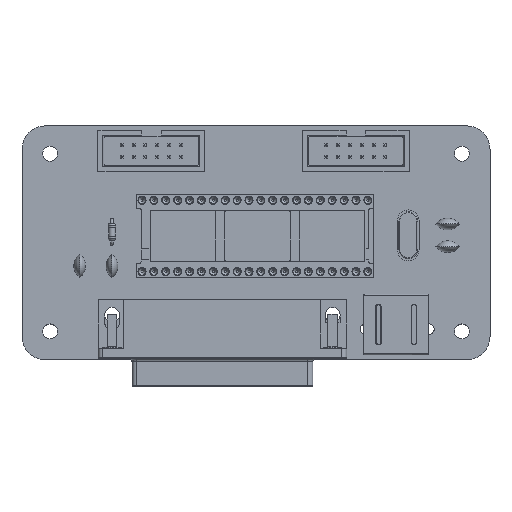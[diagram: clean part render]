
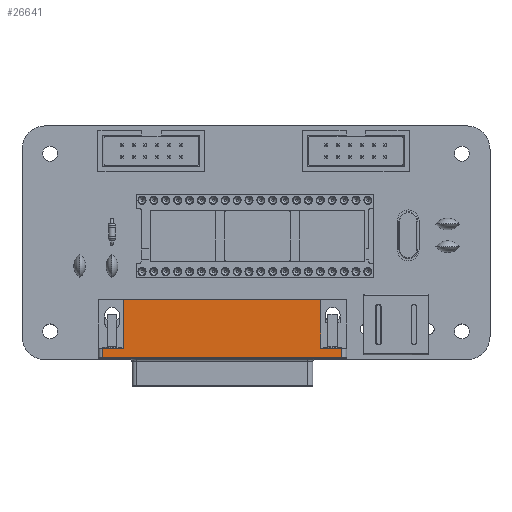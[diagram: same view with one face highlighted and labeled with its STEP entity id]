
A CAD part, top view. The second image highlights one B-rep face of the part: STEP entity #26641.
In plain terms, the highlighted planar face has unit normal (0, 0, 1).
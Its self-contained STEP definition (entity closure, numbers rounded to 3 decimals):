
#26400 = VERTEX_POINT('',#26401);
#26401 = CARTESIAN_POINT('',(-8.93,-10.54,12.5));
#26407 = EDGE_CURVE('',#26408,#26400,#26410,.T.);
#26408 = VERTEX_POINT('',#26409);
#26409 = CARTESIAN_POINT('',(42.17,-10.54,12.5));
#26410 = LINE('',#26411,#26412);
#26411 = CARTESIAN_POINT('',(42.17,-10.54,12.5));
#26412 = VECTOR('',#26413,1.);
#26413 = DIRECTION('',(-1.,0.,0.));
#26641 = ADVANCED_FACE('',(#26642),#26699,.T.);
#26642 = FACE_BOUND('',#26643,.T.);
#26643 = EDGE_LOOP('',(#26644,#26645,#26653,#26661,#26669,#26677,#26685,
    #26693));
#26644 = ORIENTED_EDGE('',*,*,#26407,.F.);
#26645 = ORIENTED_EDGE('',*,*,#26646,.T.);
#26646 = EDGE_CURVE('',#26408,#26647,#26649,.T.);
#26647 = VERTEX_POINT('',#26648);
#26648 = CARTESIAN_POINT('',(42.17,-8.54,12.5));
#26649 = LINE('',#26650,#26651);
#26650 = CARTESIAN_POINT('',(42.17,-10.54,12.5));
#26651 = VECTOR('',#26652,1.);
#26652 = DIRECTION('',(0.,1.,0.));
#26653 = ORIENTED_EDGE('',*,*,#26654,.F.);
#26654 = EDGE_CURVE('',#26655,#26647,#26657,.T.);
#26655 = VERTEX_POINT('',#26656);
#26656 = CARTESIAN_POINT('',(37.67,-8.54,12.5));
#26657 = LINE('',#26658,#26659);
#26658 = CARTESIAN_POINT('',(42.17,-8.54,12.5));
#26659 = VECTOR('',#26660,1.);
#26660 = DIRECTION('',(1.,0.,0.));
#26661 = ORIENTED_EDGE('',*,*,#26662,.F.);
#26662 = EDGE_CURVE('',#26663,#26655,#26665,.T.);
#26663 = VERTEX_POINT('',#26664);
#26664 = CARTESIAN_POINT('',(37.67,1.8,12.5));
#26665 = LINE('',#26666,#26667);
#26666 = CARTESIAN_POINT('',(37.67,-9.54,12.5));
#26667 = VECTOR('',#26668,1.);
#26668 = DIRECTION('',(0.,-1.,0.));
#26669 = ORIENTED_EDGE('',*,*,#26670,.T.);
#26670 = EDGE_CURVE('',#26663,#26671,#26673,.T.);
#26671 = VERTEX_POINT('',#26672);
#26672 = CARTESIAN_POINT('',(-4.43,1.8,12.5));
#26673 = LINE('',#26674,#26675);
#26674 = CARTESIAN_POINT('',(43.17,1.8,12.5));
#26675 = VECTOR('',#26676,1.);
#26676 = DIRECTION('',(-1.,0.,0.));
#26677 = ORIENTED_EDGE('',*,*,#26678,.F.);
#26678 = EDGE_CURVE('',#26679,#26671,#26681,.T.);
#26679 = VERTEX_POINT('',#26680);
#26680 = CARTESIAN_POINT('',(-4.43,-8.54,12.5));
#26681 = LINE('',#26682,#26683);
#26682 = CARTESIAN_POINT('',(-4.43,-9.54,12.5));
#26683 = VECTOR('',#26684,1.);
#26684 = DIRECTION('',(0.,1.,0.));
#26685 = ORIENTED_EDGE('',*,*,#26686,.F.);
#26686 = EDGE_CURVE('',#26687,#26679,#26689,.T.);
#26687 = VERTEX_POINT('',#26688);
#26688 = CARTESIAN_POINT('',(-8.93,-8.54,12.5));
#26689 = LINE('',#26690,#26691);
#26690 = CARTESIAN_POINT('',(17.62,-8.54,12.5));
#26691 = VECTOR('',#26692,1.);
#26692 = DIRECTION('',(1.,0.,0.));
#26693 = ORIENTED_EDGE('',*,*,#26694,.F.);
#26694 = EDGE_CURVE('',#26400,#26687,#26695,.T.);
#26695 = LINE('',#26696,#26697);
#26696 = CARTESIAN_POINT('',(-8.93,-10.54,12.5));
#26697 = VECTOR('',#26698,1.);
#26698 = DIRECTION('',(0.,1.,0.));
#26699 = PLANE('',#26700);
#26700 = AXIS2_PLACEMENT_3D('',#26701,#26702,#26703);
#26701 = CARTESIAN_POINT('',(43.17,-10.54,12.5));
#26702 = DIRECTION('',(0.,0.,1.));
#26703 = DIRECTION('',(-1.,0.,0.));
